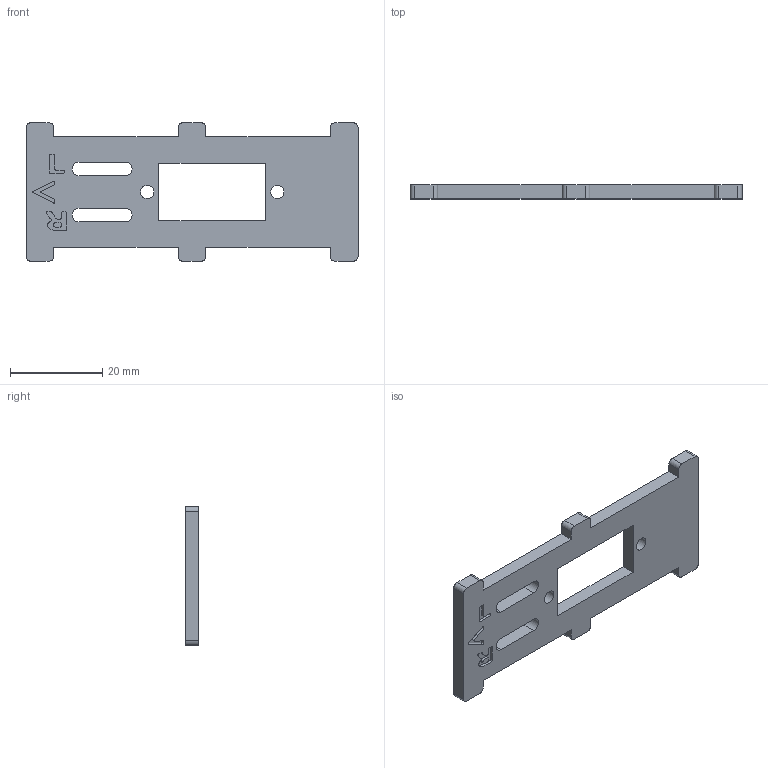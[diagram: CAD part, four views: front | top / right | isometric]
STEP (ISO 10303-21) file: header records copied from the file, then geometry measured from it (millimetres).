
FILE_DESCRIPTION(/* description */ (''),/* implementation_level */ '2;1');
FILE_NAME(/* name */ 'Servo_Holder_v1.1.stp',/* time_stamp */ '2023-03-07T12:36:42+01:00',/* author */ ('Oudenas'),/* organization */ (''),/* preprocessor_version */ 'ST-DEVELOPER v17',/* originating_system */ 'Autodesk Inventor 2019',/* authorisation */ '');
FILE_SCHEMA (('AUTOMOTIVE_DESIGN { 1 0 10303 214 3 1 1 }'));
Length unit declared in the file: millimetre
Products named in the file (1): Servo_Holder_v1.1
Bounding box: 72 x 3 x 30 mm (x, y, z)
Volume: 4353.4 mm3; surface area: 4060.1 mm2
Topology: 1 solids, 1 shells, 104 faces, 294 edges, 196 vertices
Faces by surface type: plane 53, cylinder 28, bspline 23
Full cylindrical faces by diameter (mm): 2.9 x2
Entity records: 3725 total; most frequent: CARTESIAN_POINT 1084, ORIENTED_EDGE 588, DIRECTION 460, EDGE_CURVE 294, VERTEX_POINT 196, LINE 184, VECTOR 184, AXIS2_PLACEMENT_3D 138
